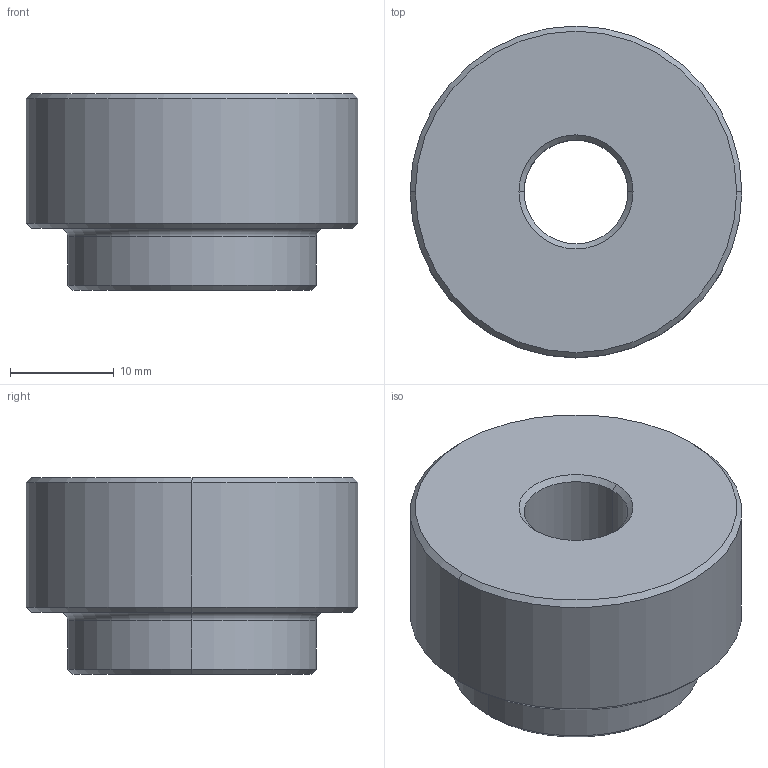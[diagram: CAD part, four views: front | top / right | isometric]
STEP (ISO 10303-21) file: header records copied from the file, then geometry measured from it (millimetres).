
FILE_DESCRIPTION (( 'STEP AP214' ), '1' );
FILE_NAME ('WDS-522-203.step', '2012-04-10T08:00:45', ( 'SysAdmin' ), ( 'SolidWorks' ), 'SwSTEP 2.0', 'SolidWorks 2012', '' );
FILE_SCHEMA (( 'AUTOMOTIVE_DESIGN' ));
Length unit declared in the file: millimetre
Products named in the file (1): WDS-522-203
Bounding box: 32 x 32 x 19 mm (x, y, z)
Volume: 11645.5 mm3; surface area: 3682.3 mm2
Topology: 1 solids, 1 shells, 21 faces, 42 edges, 24 vertices
Faces by surface type: cone 10, cylinder 6, plane 3, torus 2
Entity records: 606 total; most frequent: DIRECTION 112, CARTESIAN_POINT 88, ORIENTED_EDGE 84, AXIS2_PLACEMENT_3D 48, EDGE_CURVE 42, CIRCLE 26, EDGE_LOOP 24, VERTEX_POINT 24
